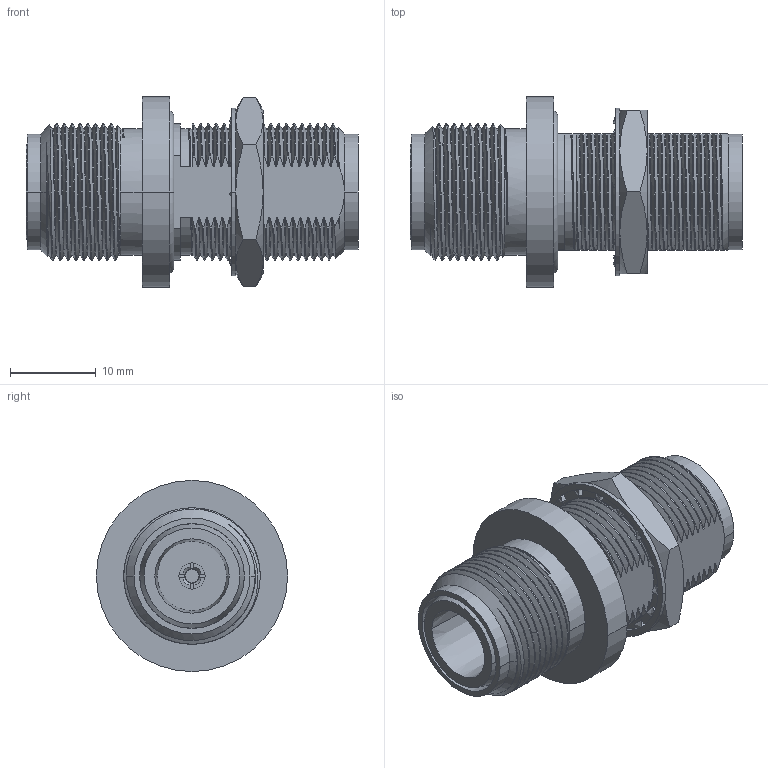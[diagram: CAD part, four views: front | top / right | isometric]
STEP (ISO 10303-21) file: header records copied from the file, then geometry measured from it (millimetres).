
FILE_DESCRIPTION((''),'2;1');
FILE_NAME('91100_SW0001','2020-08-19T19:23:08',('Kaviyarasan'),(''),'CREO PARAMETRIC BY PTC INC, 2019444','CREO PARAMETRIC BY PTC INC, 2019444','');
FILE_SCHEMA(('CONFIG_CONTROL_DESIGN'));
Length unit declared in the file: millimetre
Products named in the file (1): 91100_SW0001
Bounding box: 38.61 x 22.23 x 22.23 mm (x, y, z)
Volume: 6700.6 mm3; surface area: 6135.8 mm2
Topology: 1 solids, 1 shells, 647 faces, 1911 edges, 1214 vertices
Faces by surface type: plane 296, bspline 193, cylinder 114, cone 40, torus 4
Entity records: 37816 total; most frequent: CARTESIAN_POINT 21586, ORIENTED_EDGE 3822, DIRECTION 2754, EDGE_CURVE 1911, VERTEX_POINT 1214, VECTOR 950, LINE 950, AXIS2_PLACEMENT_3D 902
